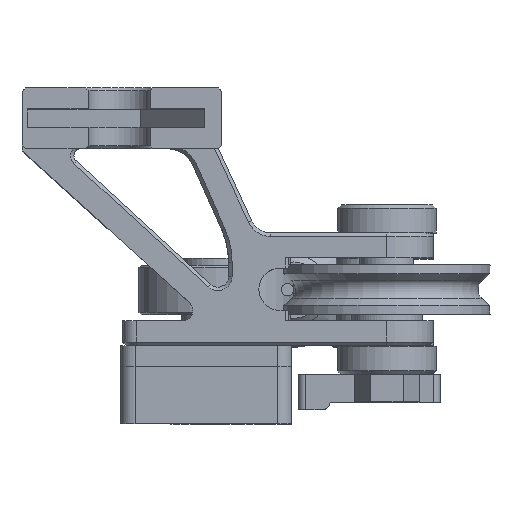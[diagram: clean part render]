
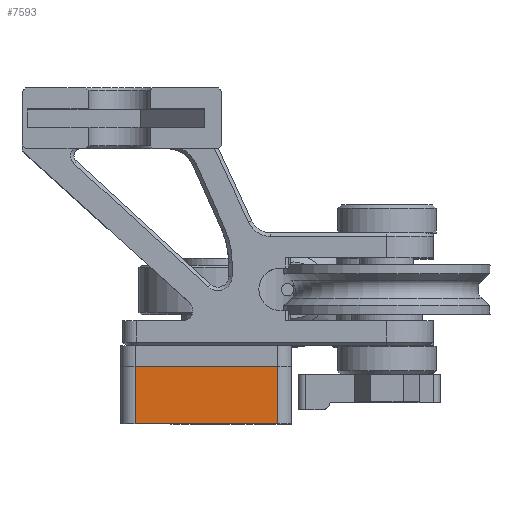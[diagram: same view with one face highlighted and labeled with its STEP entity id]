
A CAD part, top view. The second image highlights one B-rep face of the part: STEP entity #7593.
In plain terms, the highlighted planar face has unit normal (0, 0, 1).
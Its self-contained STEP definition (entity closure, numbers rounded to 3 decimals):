
#416=PLANE('',#8273);
#1097=LINE('',#12471,#1731);
#1106=LINE('',#12504,#1740);
#1107=LINE('',#12508,#1741);
#1108=LINE('',#12509,#1742);
#1731=VECTOR('',#9929,10.);
#1740=VECTOR('',#9960,10.);
#1741=VECTOR('',#9965,10.);
#1742=VECTOR('',#9966,10.);
#2222=FACE_OUTER_BOUND('',#2728,.T.);
#2728=EDGE_LOOP('',(#6383,#6384,#6385,#6386));
#3807=VERTEX_POINT('',#12464);
#3809=VERTEX_POINT('',#12469);
#3822=VERTEX_POINT('',#12503);
#3823=VERTEX_POINT('',#12507);
#4709=EDGE_CURVE('',#3807,#3809,#1097,.T.);
#4725=EDGE_CURVE('',#3807,#3822,#1106,.T.);
#4727=EDGE_CURVE('',#3823,#3809,#1107,.T.);
#4728=EDGE_CURVE('',#3822,#3823,#1108,.T.);
#6383=ORIENTED_EDGE('',*,*,#4709,.T.);
#6384=ORIENTED_EDGE('',*,*,#4727,.F.);
#6385=ORIENTED_EDGE('',*,*,#4728,.F.);
#6386=ORIENTED_EDGE('',*,*,#4725,.F.);
#7593=ADVANCED_FACE('',(#2222),#416,.F.);
#8273=AXIS2_PLACEMENT_3D('',#12506,#9963,#9964);
#9929=DIRECTION('',(-1.,0.,0.));
#9960=DIRECTION('',(0.,-1.,0.));
#9963=DIRECTION('center_axis',(0.,0.,-1.));
#9964=DIRECTION('ref_axis',(-1.,0.,0.));
#9965=DIRECTION('',(0.,1.,0.));
#9966=DIRECTION('',(-1.,0.,0.));
#12464=CARTESIAN_POINT('',(-133.662,-3.862,113.12));
#12469=CARTESIAN_POINT('',(-153.891,-3.862,113.12));
#12471=CARTESIAN_POINT('',(-137.774,-3.862,113.12));
#12503=CARTESIAN_POINT('',(-133.662,-11.962,113.12));
#12504=CARTESIAN_POINT('',(-133.662,-2.362,113.12));
#12506=CARTESIAN_POINT('Origin',(-131.771,-0.862,113.12));
#12507=CARTESIAN_POINT('',(-153.891,-11.962,113.12));
#12508=CARTESIAN_POINT('',(-153.891,1.366,113.12));
#12509=CARTESIAN_POINT('',(-138.862,-11.962,113.12));
